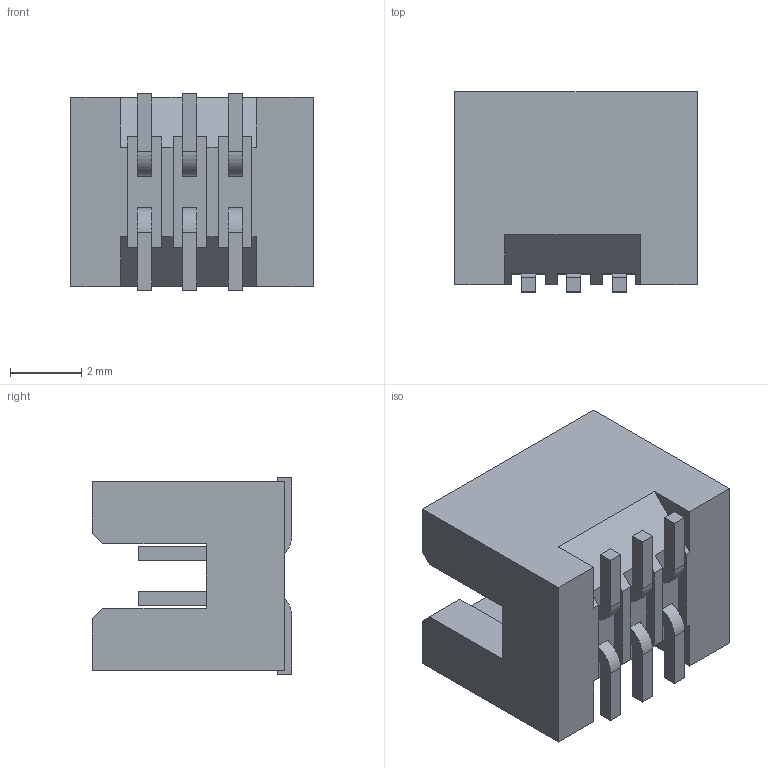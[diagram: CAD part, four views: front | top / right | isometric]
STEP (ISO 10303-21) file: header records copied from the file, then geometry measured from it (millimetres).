
FILE_DESCRIPTION((''),'2;1');
FILE_NAME('20021221-00006XXLFC','2009-07-17T',('msriniva'),('FCI - ELX Division'),'PRO/ENGINEER BY PARAMETRIC TECHNOLOGY CORPORATION, 2008010','PRO/ENGINEER BY PARAMETRIC TECHNOLOGY CORPORATION, 2008010','');
FILE_SCHEMA(('CONFIG_CONTROL_DESIGN'));
Length unit declared in the file: millimetre
Products named in the file (1): 20021221-00006XXLFC
Bounding box: 6.8 x 5.6 x 5.5 mm (x, y, z)
Volume: 117.4 mm3; surface area: 305.3 mm2
Topology: 1 solids, 1 shells, 130 faces, 336 edges, 220 vertices
Faces by surface type: plane 118, cylinder 12
Entity records: 3938 total; most frequent: CARTESIAN_POINT 686, ORIENTED_EDGE 672, DIRECTION 632, EDGE_CURVE 336, VECTOR 300, LINE 300, VERTEX_POINT 220, AXIS2_PLACEMENT_3D 166
